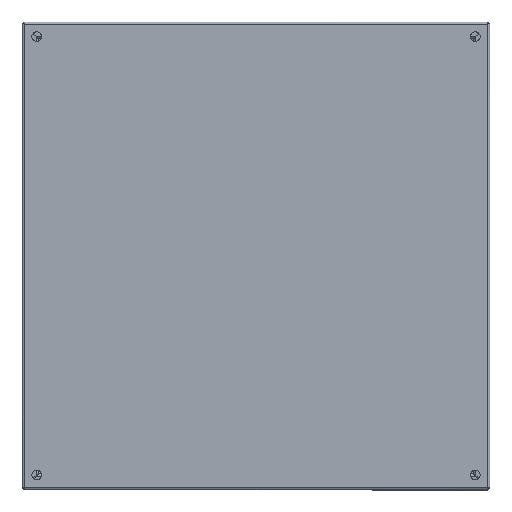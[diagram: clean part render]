
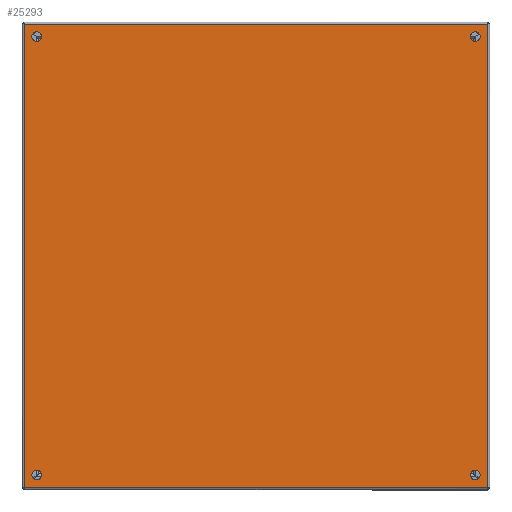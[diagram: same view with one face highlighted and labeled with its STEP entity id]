
A CAD part, top view. The second image highlights one B-rep face of the part: STEP entity #25293.
In plain terms, the highlighted face is planar.
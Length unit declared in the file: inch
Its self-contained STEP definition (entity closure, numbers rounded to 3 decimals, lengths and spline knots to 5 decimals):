
#165 = EDGE_CURVE ( 'NONE', #2425, #3584, #15600, .T. ) ;
#270 = VECTOR ( 'NONE', #10965, 39.37008 ) ;
#372 = CARTESIAN_POINT ( 'NONE',  ( 0., 23., 11.25 ) ) ;
#389 = CARTESIAN_POINT ( 'NONE',  ( 0., 0.108, 11.892 ) ) ;
#1492 = CARTESIAN_POINT ( 'NONE',  ( 0., 0.108, -11.892 ) ) ;
#1596 = EDGE_CURVE ( 'NONE', #32852, #16282, #27680, .T. ) ;
#1600 = CARTESIAN_POINT ( 'NONE',  ( 0., 1., 11.25 ) ) ;
#2124 = VERTEX_POINT ( 'NONE', #26928 ) ;
#2425 = VERTEX_POINT ( 'NONE', #18754 ) ;
#3544 = EDGE_LOOP ( 'NONE', ( #31287, #28890 ) ) ;
#3584 = VERTEX_POINT ( 'NONE', #33345 ) ;
#3920 = FACE_BOUND ( 'NONE', #9086, .T. ) ;
#4293 = DIRECTION ( 'NONE',  ( 0., -1., 0. ) ) ;
#4352 = DIRECTION ( 'NONE',  ( 0., 0., -1. ) ) ;
#4496 = DIRECTION ( 'NONE',  ( -1., 0., 0. ) ) ;
#4693 = EDGE_CURVE ( 'NONE', #5196, #9505, #8499, .T. ) ;
#4735 = CIRCLE ( 'NONE', #26160, 0.25 ) ;
#4871 = DIRECTION ( 'NONE',  ( 0., 1., 0. ) ) ;
#5133 = DIRECTION ( 'NONE',  ( 0., 0., 1. ) ) ;
#5196 = VERTEX_POINT ( 'NONE', #24956 ) ;
#6370 = AXIS2_PLACEMENT_3D ( 'NONE', #18865, #30627, #16213 ) ;
#6467 = ORIENTED_EDGE ( 'NONE', *, *, #13765, .F. ) ;
#6584 = VERTEX_POINT ( 'NONE', #1492 ) ;
#7013 = DIRECTION ( 'NONE',  ( -1., 0., 0. ) ) ;
#7160 = CIRCLE ( 'NONE', #27337, 0.25 ) ;
#7401 = CARTESIAN_POINT ( 'NONE',  ( 0., 0.75, -11.25 ) ) ;
#7405 = EDGE_CURVE ( 'NONE', #12930, #36860, #32743, .T. ) ;
#7463 = DIRECTION ( 'NONE',  ( 0., 1., 0. ) ) ;
#7990 = EDGE_CURVE ( 'NONE', #9505, #5196, #7160, .T. ) ;
#8267 = CARTESIAN_POINT ( 'NONE',  ( 0., 0.75, 11.25 ) ) ;
#8499 = CIRCLE ( 'NONE', #12155, 0.25 ) ;
#8988 = VECTOR ( 'NONE', #4352, 39.37008 ) ;
#9050 = DIRECTION ( 'NONE',  ( -1., 0., 0. ) ) ;
#9086 = EDGE_LOOP ( 'NONE', ( #22165, #13330 ) ) ;
#9505 = VERTEX_POINT ( 'NONE', #372 ) ;
#9591 = EDGE_CURVE ( 'NONE', #15336, #6584, #27758, .T. ) ;
#9830 = CARTESIAN_POINT ( 'NONE',  ( 0., 23., -11.25 ) ) ;
#9889 = CARTESIAN_POINT ( 'NONE',  ( 0., 0.072, 11.928 ) ) ;
#10529 = DIRECTION ( 'NONE',  ( -1., 0., 0. ) ) ;
#10764 = CARTESIAN_POINT ( 'NONE',  ( 0., 0.072, -11.892 ) ) ;
#10920 = ORIENTED_EDGE ( 'NONE', *, *, #20318, .F. ) ;
#10965 = DIRECTION ( 'NONE',  ( 0., 1., 0. ) ) ;
#12155 = AXIS2_PLACEMENT_3D ( 'NONE', #26652, #9050, #26067 ) ;
#12930 = VERTEX_POINT ( 'NONE', #18199 ) ;
#12940 = FACE_BOUND ( 'NONE', #3544, .T. ) ;
#13330 = ORIENTED_EDGE ( 'NONE', *, *, #7990, .F. ) ;
#13765 = EDGE_CURVE ( 'NONE', #6584, #14020, #34740, .T. ) ;
#14020 = VERTEX_POINT ( 'NONE', #35042 ) ;
#14589 = AXIS2_PLACEMENT_3D ( 'NONE', #21756, #7013, #18474 ) ;
#15241 = FACE_BOUND ( 'NONE', #17586, .T. ) ;
#15336 = VERTEX_POINT ( 'NONE', #389 ) ;
#15472 = CARTESIAN_POINT ( 'NONE',  ( 0., 0.072, 11.892 ) ) ;
#15600 = CIRCLE ( 'NONE', #19868, 0.25 ) ;
#15814 = FACE_OUTER_BOUND ( 'NONE', #33944, .T. ) ;
#16213 = DIRECTION ( 'NONE',  ( 0., 1., 0. ) ) ;
#16259 = CARTESIAN_POINT ( 'NONE',  ( 0., 0.108, 11.928 ) ) ;
#16282 = VERTEX_POINT ( 'NONE', #1600 ) ;
#16379 = DIRECTION ( 'NONE',  ( -1., 0., 0. ) ) ;
#17061 = ORIENTED_EDGE ( 'NONE', *, *, #1596, .F. ) ;
#17586 = EDGE_LOOP ( 'NONE', ( #28066, #34325 ) ) ;
#17720 = ORIENTED_EDGE ( 'NONE', *, *, #25990, .F. ) ;
#18199 = CARTESIAN_POINT ( 'NONE',  ( 0., 23.5, -11.25 ) ) ;
#18474 = DIRECTION ( 'NONE',  ( 0., 1., 0. ) ) ;
#18754 = CARTESIAN_POINT ( 'NONE',  ( 0., 0.5, -11.25 ) ) ;
#18865 = CARTESIAN_POINT ( 'NONE',  ( 0., 23.25, -11.25 ) ) ;
#19241 = CARTESIAN_POINT ( 'NONE',  ( 0., 23.25, 11.25 ) ) ;
#19704 = VECTOR ( 'NONE', #33491, 39.37008 ) ;
#19868 = AXIS2_PLACEMENT_3D ( 'NONE', #37286, #16379, #31189 ) ;
#20318 = EDGE_CURVE ( 'NONE', #14020, #2124, #34501, .T. ) ;
#20971 = EDGE_LOOP ( 'NONE', ( #17720, #17061 ) ) ;
#21673 = ORIENTED_EDGE ( 'NONE', *, *, #32130, .F. ) ;
#21756 = CARTESIAN_POINT ( 'NONE',  ( 0., 23.25, -11.25 ) ) ;
#21839 = ORIENTED_EDGE ( 'NONE', *, *, #9591, .F. ) ;
#22165 = ORIENTED_EDGE ( 'NONE', *, *, #4693, .F. ) ;
#23070 = AXIS2_PLACEMENT_3D ( 'NONE', #7401, #4496, #31214 ) ;
#23397 = DIRECTION ( 'NONE',  ( 0., 1., 0. ) ) ;
#23770 = VECTOR ( 'NONE', #5133, 39.37008 ) ;
#24066 = DIRECTION ( 'NONE',  ( 1., 0., 0. ) ) ;
#24438 = FACE_BOUND ( 'NONE', #20971, .T. ) ;
#24956 = CARTESIAN_POINT ( 'NONE',  ( 0., 23.5, 11.25 ) ) ;
#25080 = CARTESIAN_POINT ( 'NONE',  ( 0., 0.75, 11.25 ) ) ;
#25293 = ADVANCED_FACE ( 'NONE', ( #24438, #15814, #3920, #15241, #12940 ), #30049, .F. ) ;
#25822 = CARTESIAN_POINT ( 'NONE',  ( 0., 23.892, 11.928 ) ) ;
#25990 = EDGE_CURVE ( 'NONE', #16282, #32852, #4735, .T. ) ;
#26049 = DIRECTION ( 'NONE',  ( -1., 0., 0. ) ) ;
#26067 = DIRECTION ( 'NONE',  ( 0., 1., 0. ) ) ;
#26160 = AXIS2_PLACEMENT_3D ( 'NONE', #25080, #10529, #7463 ) ;
#26652 = CARTESIAN_POINT ( 'NONE',  ( 0., 23.25, 11.25 ) ) ;
#26928 = CARTESIAN_POINT ( 'NONE',  ( 0., 23.892, 11.892 ) ) ;
#27337 = AXIS2_PLACEMENT_3D ( 'NONE', #19241, #36544, #4871 ) ;
#27680 = CIRCLE ( 'NONE', #29540, 0.25 ) ;
#27758 = LINE ( 'NONE', #16259, #8988 ) ;
#28066 = ORIENTED_EDGE ( 'NONE', *, *, #28146, .F. ) ;
#28146 = EDGE_CURVE ( 'NONE', #3584, #2425, #31706, .T. ) ;
#28890 = ORIENTED_EDGE ( 'NONE', *, *, #29730, .F. ) ;
#29540 = AXIS2_PLACEMENT_3D ( 'NONE', #8267, #26049, #23397 ) ;
#29730 = EDGE_CURVE ( 'NONE', #36860, #12930, #37264, .T. ) ;
#30049 = PLANE ( 'NONE',  #33335 ) ;
#30627 = DIRECTION ( 'NONE',  ( -1., 0., 0. ) ) ;
#31189 = DIRECTION ( 'NONE',  ( 0., 1., 0. ) ) ;
#31214 = DIRECTION ( 'NONE',  ( 0., 1., 0. ) ) ;
#31287 = ORIENTED_EDGE ( 'NONE', *, *, #7405, .F. ) ;
#31706 = CIRCLE ( 'NONE', #23070, 0.25 ) ;
#32130 = EDGE_CURVE ( 'NONE', #2124, #15336, #33140, .T. ) ;
#32743 = CIRCLE ( 'NONE', #6370, 0.25 ) ;
#32852 = VERTEX_POINT ( 'NONE', #34318 ) ;
#33140 = LINE ( 'NONE', #15472, #19704 ) ;
#33335 = AXIS2_PLACEMENT_3D ( 'NONE', #9889, #24066, #4293 ) ;
#33345 = CARTESIAN_POINT ( 'NONE',  ( 0., 1., -11.25 ) ) ;
#33491 = DIRECTION ( 'NONE',  ( 0., -1., 0. ) ) ;
#33944 = EDGE_LOOP ( 'NONE', ( #21839, #21673, #10920, #6467 ) ) ;
#34318 = CARTESIAN_POINT ( 'NONE',  ( 0., 0.5, 11.25 ) ) ;
#34325 = ORIENTED_EDGE ( 'NONE', *, *, #165, .F. ) ;
#34501 = LINE ( 'NONE', #25822, #23770 ) ;
#34740 = LINE ( 'NONE', #10764, #270 ) ;
#35042 = CARTESIAN_POINT ( 'NONE',  ( 0., 23.892, -11.892 ) ) ;
#36544 = DIRECTION ( 'NONE',  ( -1., 0., 0. ) ) ;
#36860 = VERTEX_POINT ( 'NONE', #9830 ) ;
#37264 = CIRCLE ( 'NONE', #14589, 0.25 ) ;
#37286 = CARTESIAN_POINT ( 'NONE',  ( 0., 0.75, -11.25 ) ) ;
